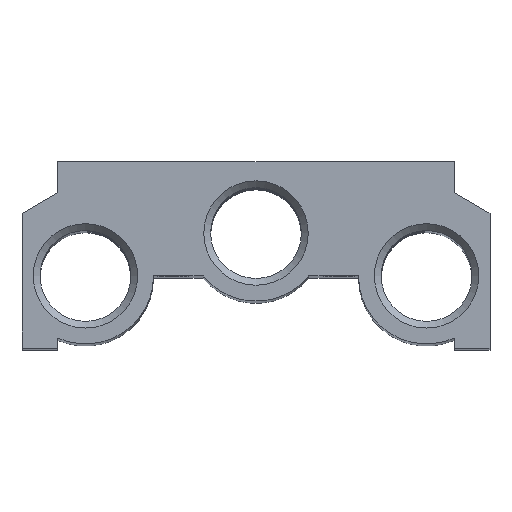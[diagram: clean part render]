
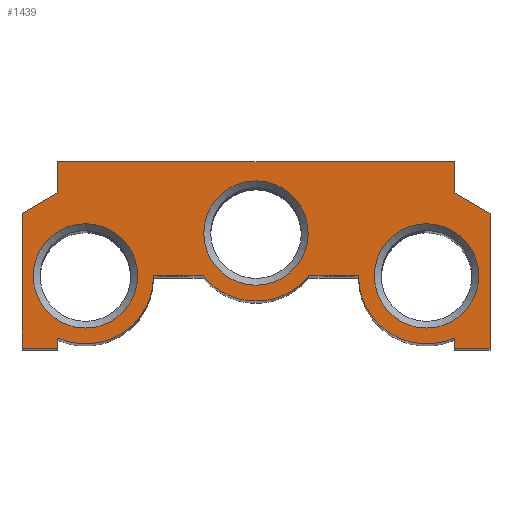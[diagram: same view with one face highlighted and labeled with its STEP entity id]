
A CAD part, top view. The second image highlights one B-rep face of the part: STEP entity #1439.
In plain terms, the highlighted planar face has unit normal (0, 0, 1).
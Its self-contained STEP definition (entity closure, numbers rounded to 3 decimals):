
#63=LINE('',#2324,#117);
#67=LINE('',#2332,#121);
#70=LINE('',#2338,#124);
#73=LINE('',#2344,#127);
#77=LINE('',#2360,#131);
#81=LINE('',#2376,#135);
#85=LINE('',#2388,#139);
#88=LINE('',#2394,#142);
#91=LINE('',#2400,#145);
#94=LINE('',#2406,#148);
#97=LINE('',#2412,#151);
#100=LINE('',#2474,#154);
#102=LINE('',#2477,#156);
#117=VECTOR('',#1743,1000.);
#121=VECTOR('',#1749,1000.);
#124=VECTOR('',#1754,1000.);
#127=VECTOR('',#1759,1000.);
#131=VECTOR('',#1775,1000.);
#135=VECTOR('',#1791,1000.);
#139=VECTOR('',#1803,1000.);
#142=VECTOR('',#1808,1000.);
#145=VECTOR('',#1813,1000.);
#148=VECTOR('',#1818,1000.);
#151=VECTOR('',#1823,1000.);
#154=VECTOR('',#1884,1000.);
#156=VECTOR('',#1888,1000.);
#182=PLANE('',#1592);
#328=ORIENTED_EDGE('',*,*,#632,.T.);
#329=ORIENTED_EDGE('',*,*,#633,.T.);
#330=ORIENTED_EDGE('',*,*,#634,.T.);
#331=ORIENTED_EDGE('',*,*,#554,.T.);
#332=ORIENTED_EDGE('',*,*,#558,.T.);
#333=ORIENTED_EDGE('',*,*,#561,.T.);
#334=ORIENTED_EDGE('',*,*,#564,.T.);
#335=ORIENTED_EDGE('',*,*,#567,.T.);
#336=ORIENTED_EDGE('',*,*,#572,.T.);
#337=ORIENTED_EDGE('',*,*,#575,.T.);
#338=ORIENTED_EDGE('',*,*,#580,.T.);
#339=ORIENTED_EDGE('',*,*,#583,.T.);
#340=ORIENTED_EDGE('',*,*,#586,.T.);
#341=ORIENTED_EDGE('',*,*,#589,.T.);
#342=ORIENTED_EDGE('',*,*,#592,.T.);
#343=ORIENTED_EDGE('',*,*,#595,.T.);
#344=ORIENTED_EDGE('',*,*,#598,.T.);
#345=ORIENTED_EDGE('',*,*,#629,.T.);
#346=ORIENTED_EDGE('',*,*,#631,.T.);
#554=EDGE_CURVE('',#718,#717,#63,.T.);
#558=EDGE_CURVE('',#717,#720,#67,.T.);
#561=EDGE_CURVE('',#720,#722,#70,.T.);
#564=EDGE_CURVE('',#722,#724,#73,.T.);
#567=EDGE_CURVE('',#724,#726,#857,.T.);
#572=EDGE_CURVE('',#726,#730,#77,.T.);
#575=EDGE_CURVE('',#730,#732,#861,.T.);
#580=EDGE_CURVE('',#732,#736,#81,.T.);
#583=EDGE_CURVE('',#736,#738,#865,.T.);
#586=EDGE_CURVE('',#738,#740,#85,.T.);
#589=EDGE_CURVE('',#740,#742,#88,.T.);
#592=EDGE_CURVE('',#742,#744,#91,.T.);
#595=EDGE_CURVE('',#744,#746,#94,.T.);
#598=EDGE_CURVE('',#746,#748,#97,.T.);
#629=EDGE_CURVE('',#748,#778,#100,.T.);
#631=EDGE_CURVE('',#778,#718,#102,.T.);
#632=EDGE_CURVE('',#779,#779,#894,.T.);
#633=EDGE_CURVE('',#780,#780,#895,.T.);
#634=EDGE_CURVE('',#781,#781,#896,.T.);
#717=VERTEX_POINT('',#2323);
#718=VERTEX_POINT('',#2325);
#720=VERTEX_POINT('',#2331);
#722=VERTEX_POINT('',#2337);
#724=VERTEX_POINT('',#2343);
#726=VERTEX_POINT('',#2349);
#730=VERTEX_POINT('',#2359);
#732=VERTEX_POINT('',#2365);
#736=VERTEX_POINT('',#2375);
#738=VERTEX_POINT('',#2381);
#740=VERTEX_POINT('',#2387);
#742=VERTEX_POINT('',#2393);
#744=VERTEX_POINT('',#2399);
#746=VERTEX_POINT('',#2405);
#748=VERTEX_POINT('',#2411);
#778=VERTEX_POINT('',#2473);
#779=VERTEX_POINT('',#2480);
#780=VERTEX_POINT('',#2482);
#781=VERTEX_POINT('',#2484);
#857=CIRCLE('',#1544,8.579);
#861=CIRCLE('',#1550,8.578);
#865=CIRCLE('',#1556,8.579);
#894=CIRCLE('',#1593,6.579);
#895=CIRCLE('',#1594,6.579);
#896=CIRCLE('',#1595,6.579);
#1007=EDGE_LOOP('',(#328));
#1008=EDGE_LOOP('',(#329));
#1009=EDGE_LOOP('',(#330));
#1010=EDGE_LOOP('',(#331,#332,#333,#334,#335,#336,#337,#338,#339,#340,#341,
#342,#343,#344,#345,#346));
#1219=FACE_BOUND('',#1007,.T.);
#1220=FACE_BOUND('',#1008,.T.);
#1221=FACE_BOUND('',#1009,.T.);
#1222=FACE_BOUND('',#1010,.T.);
#1439=ADVANCED_FACE('',(#1219,#1220,#1221,#1222),#182,.T.);
#1544=AXIS2_PLACEMENT_3D('',#2350,#1765,#1766);
#1550=AXIS2_PLACEMENT_3D('',#2366,#1781,#1782);
#1556=AXIS2_PLACEMENT_3D('',#2382,#1797,#1798);
#1592=AXIS2_PLACEMENT_3D('',#2478,#1889,#1890);
#1593=AXIS2_PLACEMENT_3D('',#2479,#1891,#1892);
#1594=AXIS2_PLACEMENT_3D('',#2481,#1893,#1894);
#1595=AXIS2_PLACEMENT_3D('',#2483,#1895,#1896);
#1743=DIRECTION('',(-0.866,-0.5,0.));
#1749=DIRECTION('',(0.,-1.,0.));
#1754=DIRECTION('',(1.,0.,0.));
#1759=DIRECTION('',(0.,1.,0.));
#1765=DIRECTION('',(0.,0.,1.));
#1766=DIRECTION('',(1.,0.,0.));
#1775=DIRECTION('',(1.,0.,0.));
#1781=DIRECTION('',(0.,0.,1.));
#1782=DIRECTION('',(1.,0.,0.));
#1791=DIRECTION('',(1.,0.,0.));
#1797=DIRECTION('',(0.,0.,1.));
#1798=DIRECTION('',(1.,0.,0.));
#1803=DIRECTION('',(0.,-1.,0.));
#1808=DIRECTION('',(1.,0.,0.));
#1813=DIRECTION('',(0.,1.,0.));
#1818=DIRECTION('',(-0.866,0.5,0.));
#1823=DIRECTION('',(0.,1.,0.));
#1884=DIRECTION('',(-1.,0.,0.));
#1888=DIRECTION('',(0.,-1.,0.));
#1889=DIRECTION('',(0.,0.,1.));
#1890=DIRECTION('',(1.,0.,0.));
#1891=DIRECTION('',(0.,0.,-1.));
#1892=DIRECTION('',(-1.,0.,0.));
#1893=DIRECTION('',(0.,0.,-1.));
#1894=DIRECTION('',(-1.,0.,0.));
#1895=DIRECTION('',(0.,0.,-1.));
#1896=DIRECTION('',(-1.,0.,0.));
#2323=CARTESIAN_POINT('',(-29.5,16.985,161.));
#2324=CARTESIAN_POINT('',(-25.,19.583,161.));
#2325=CARTESIAN_POINT('',(-25.,19.583,161.));
#2331=CARTESIAN_POINT('',(-29.5,0.,161.));
#2332=CARTESIAN_POINT('',(-29.5,16.985,161.));
#2337=CARTESIAN_POINT('',(-25.,0.,161.));
#2338=CARTESIAN_POINT('',(-29.5,0.,161.));
#2343=CARTESIAN_POINT('',(-25.,1.268,161.));
#2344=CARTESIAN_POINT('',(-25.,0.,161.));
#2349=CARTESIAN_POINT('',(-12.922,9.1,161.));
#2350=CARTESIAN_POINT('',(-21.5,9.1,161.));
#2359=CARTESIAN_POINT('',(-6.666,9.1,161.));
#2360=CARTESIAN_POINT('',(-12.922,9.1,161.));
#2365=CARTESIAN_POINT('',(6.666,9.1,161.));
#2366=CARTESIAN_POINT('',(0.,14.5,161.));
#2375=CARTESIAN_POINT('',(12.922,9.1,161.));
#2376=CARTESIAN_POINT('',(6.666,9.1,161.));
#2381=CARTESIAN_POINT('',(25.,1.268,161.));
#2382=CARTESIAN_POINT('',(21.5,9.1,161.));
#2387=CARTESIAN_POINT('',(25.,0.,161.));
#2388=CARTESIAN_POINT('',(25.,1.268,161.));
#2393=CARTESIAN_POINT('',(29.5,0.,161.));
#2394=CARTESIAN_POINT('',(25.,0.,161.));
#2399=CARTESIAN_POINT('',(29.5,16.985,161.));
#2400=CARTESIAN_POINT('',(29.5,0.,161.));
#2405=CARTESIAN_POINT('',(25.,19.583,161.));
#2406=CARTESIAN_POINT('',(29.5,16.985,161.));
#2411=CARTESIAN_POINT('',(25.,23.5,161.));
#2412=CARTESIAN_POINT('',(25.,19.583,161.));
#2473=CARTESIAN_POINT('',(-25.,23.5,161.));
#2474=CARTESIAN_POINT('',(25.,23.5,161.));
#2477=CARTESIAN_POINT('',(-25.,23.5,161.));
#2478=CARTESIAN_POINT('',(-21.5,9.1,161.));
#2479=CARTESIAN_POINT('',(0.,14.5,161.));
#2480=CARTESIAN_POINT('',(-6.579,14.5,161.));
#2481=CARTESIAN_POINT('',(-21.5,9.1,161.));
#2482=CARTESIAN_POINT('',(-28.079,9.1,161.));
#2483=CARTESIAN_POINT('',(21.5,9.1,161.));
#2484=CARTESIAN_POINT('',(14.922,9.1,161.));
